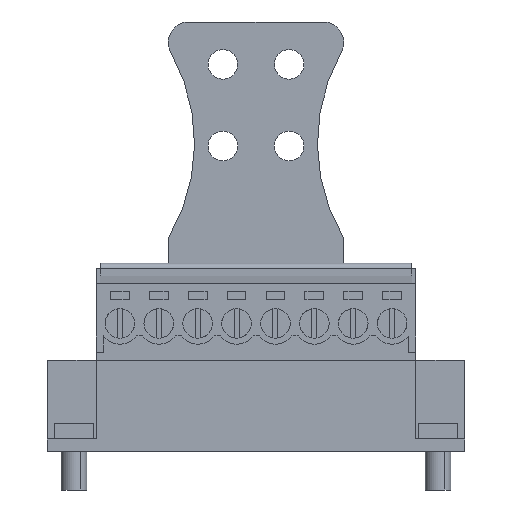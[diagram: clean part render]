
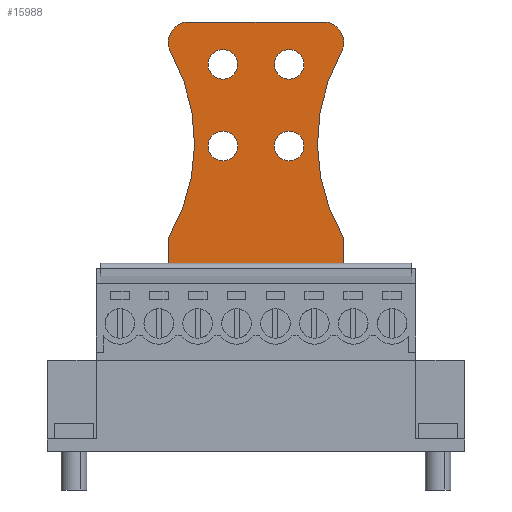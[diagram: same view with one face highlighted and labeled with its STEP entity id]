
A CAD part, front view. The second image highlights one B-rep face of the part: STEP entity #15988.
In plain terms, the highlighted planar face has unit normal (0, -1, 0).
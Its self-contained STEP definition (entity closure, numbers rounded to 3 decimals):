
#15871=AXIS2_PLACEMENT_3D('Plane Axis2P3D',#15868,#15869,#15870) ;
#15875=AXIS2_PLACEMENT_3D('Circle Axis2P3D',#15873,#15874,$) ;
#15882=AXIS2_PLACEMENT_3D('Circle Axis2P3D',#15880,#15881,$) ;
#15896=AXIS2_PLACEMENT_3D('Circle Axis2P3D',#15894,#15895,$) ;
#15903=AXIS2_PLACEMENT_3D('Circle Axis2P3D',#15901,#15902,$) ;
#15918=AXIS2_PLACEMENT_3D('Circle Axis2P3D',#15916,#15917,$) ;
#15927=AXIS2_PLACEMENT_3D('Circle Axis2P3D',#15925,#15926,$) ;
#15936=AXIS2_PLACEMENT_3D('Circle Axis2P3D',#15934,#15935,$) ;
#15945=AXIS2_PLACEMENT_3D('Circle Axis2P3D',#15943,#15944,$) ;
#15954=AXIS2_PLACEMENT_3D('Circle Axis2P3D',#15952,#15953,$) ;
#15963=AXIS2_PLACEMENT_3D('Circle Axis2P3D',#15961,#15962,$) ;
#15972=AXIS2_PLACEMENT_3D('Circle Axis2P3D',#15970,#15971,$) ;
#15981=AXIS2_PLACEMENT_3D('Circle Axis2P3D',#15979,#15980,$) ;
#15690=CARTESIAN_POINT('Vertex',(11.875,10.6,21.7)) ;
#15706=CARTESIAN_POINT('Vertex',(28.995,10.6,21.7)) ;
#15709=CARTESIAN_POINT('Line Origine',(20.435,10.6,21.7)) ;
#15727=CARTESIAN_POINT('Line Origine',(11.875,10.6,23.2)) ;
#15731=CARTESIAN_POINT('Vertex',(11.875,10.6,24.701)) ;
#15843=CARTESIAN_POINT('Vertex',(28.995,10.6,24.701)) ;
#15846=CARTESIAN_POINT('Line Origine',(28.995,10.6,23.2)) ;
#15868=CARTESIAN_POINT('Axis2P3D Location',(20.435,10.6,12.7)) ;
#15873=CARTESIAN_POINT('Axis2P3D Location',(44.65,10.6,33.973)) ;
#15877=CARTESIAN_POINT('Vertex',(28.779,10.6,42.872)) ;
#15880=CARTESIAN_POINT('Axis2P3D Location',(27.035,10.6,43.85)) ;
#15884=CARTESIAN_POINT('Vertex',(27.035,10.6,45.85)) ;
#15887=CARTESIAN_POINT('Line Origine',(20.435,10.6,45.85)) ;
#15891=CARTESIAN_POINT('Vertex',(13.835,10.6,45.85)) ;
#15894=CARTESIAN_POINT('Axis2P3D Location',(13.835,10.6,43.85)) ;
#15898=CARTESIAN_POINT('Vertex',(12.091,10.6,42.872)) ;
#15901=CARTESIAN_POINT('Axis2P3D Location',(-3.78,10.6,33.973)) ;
#15916=CARTESIAN_POINT('Axis2P3D Location',(23.685,10.6,33.7)) ;
#15920=CARTESIAN_POINT('Vertex',(22.235,10.6,33.7)) ;
#15922=CARTESIAN_POINT('Vertex',(25.135,10.6,33.7)) ;
#15925=CARTESIAN_POINT('Axis2P3D Location',(23.685,10.6,33.7)) ;
#15934=CARTESIAN_POINT('Axis2P3D Location',(17.185,10.6,33.7)) ;
#15938=CARTESIAN_POINT('Vertex',(15.735,10.6,33.7)) ;
#15940=CARTESIAN_POINT('Vertex',(18.635,10.6,33.7)) ;
#15943=CARTESIAN_POINT('Axis2P3D Location',(17.185,10.6,33.7)) ;
#15952=CARTESIAN_POINT('Axis2P3D Location',(17.185,10.6,41.7)) ;
#15956=CARTESIAN_POINT('Vertex',(18.635,10.6,41.7)) ;
#15958=CARTESIAN_POINT('Vertex',(15.735,10.6,41.7)) ;
#15961=CARTESIAN_POINT('Axis2P3D Location',(17.185,10.6,41.7)) ;
#15970=CARTESIAN_POINT('Axis2P3D Location',(23.685,10.6,41.7)) ;
#15974=CARTESIAN_POINT('Vertex',(25.135,10.6,41.7)) ;
#15976=CARTESIAN_POINT('Vertex',(22.235,10.6,41.7)) ;
#15979=CARTESIAN_POINT('Axis2P3D Location',(23.685,10.6,41.7)) ;
#15710=DIRECTION('Vector Direction',(-1.,0.,0.)) ;
#15728=DIRECTION('Vector Direction',(0.,0.,-1.)) ;
#15847=DIRECTION('Vector Direction',(0.,0.,1.)) ;
#15869=DIRECTION('Axis2P3D Direction',(0.,-1.,0.)) ;
#15870=DIRECTION('Axis2P3D XDirection',(1.,0.,0.)) ;
#15874=DIRECTION('Axis2P3D Direction',(0.,-1.,0.)) ;
#15881=DIRECTION('Axis2P3D Direction',(0.,-1.,0.)) ;
#15888=DIRECTION('Vector Direction',(1.,0.,0.)) ;
#15895=DIRECTION('Axis2P3D Direction',(0.,-1.,0.)) ;
#15902=DIRECTION('Axis2P3D Direction',(0.,-1.,0.)) ;
#15917=DIRECTION('Axis2P3D Direction',(0.,-1.,0.)) ;
#15926=DIRECTION('Axis2P3D Direction',(0.,-1.,0.)) ;
#15935=DIRECTION('Axis2P3D Direction',(0.,-1.,0.)) ;
#15944=DIRECTION('Axis2P3D Direction',(0.,-1.,0.)) ;
#15953=DIRECTION('Axis2P3D Direction',(0.,-1.,0.)) ;
#15962=DIRECTION('Axis2P3D Direction',(0.,-1.,0.)) ;
#15971=DIRECTION('Axis2P3D Direction',(0.,-1.,0.)) ;
#15980=DIRECTION('Axis2P3D Direction',(0.,-1.,0.)) ;
#15711=VECTOR('Line Direction',#15710,1.) ;
#15729=VECTOR('Line Direction',#15728,1.) ;
#15848=VECTOR('Line Direction',#15847,1.) ;
#15889=VECTOR('Line Direction',#15888,1.) ;
#15907=ORIENTED_EDGE('',*,*,#15850,.T.) ;
#15908=ORIENTED_EDGE('',*,*,#15879,.F.) ;
#15909=ORIENTED_EDGE('',*,*,#15886,.T.) ;
#15910=ORIENTED_EDGE('',*,*,#15893,.F.) ;
#15911=ORIENTED_EDGE('',*,*,#15900,.T.) ;
#15912=ORIENTED_EDGE('',*,*,#15905,.F.) ;
#15913=ORIENTED_EDGE('',*,*,#15733,.T.) ;
#15914=ORIENTED_EDGE('',*,*,#15713,.F.) ;
#15931=ORIENTED_EDGE('',*,*,#15924,.F.) ;
#15932=ORIENTED_EDGE('',*,*,#15929,.F.) ;
#15949=ORIENTED_EDGE('',*,*,#15942,.F.) ;
#15950=ORIENTED_EDGE('',*,*,#15947,.F.) ;
#15967=ORIENTED_EDGE('',*,*,#15960,.F.) ;
#15968=ORIENTED_EDGE('',*,*,#15965,.F.) ;
#15985=ORIENTED_EDGE('',*,*,#15978,.F.) ;
#15986=ORIENTED_EDGE('',*,*,#15983,.F.) ;
#15933=FACE_BOUND('',#15930,.T.) ;
#15951=FACE_BOUND('',#15948,.T.) ;
#15969=FACE_BOUND('',#15966,.T.) ;
#15987=FACE_BOUND('',#15984,.T.) ;
#15988=ADVANCED_FACE('Strain relief',(#15915,#15933,#15951,#15969,#15987),#15872,.T.) ;
#15876=CIRCLE('generated circle',#15875,18.195) ;
#15883=CIRCLE('generated circle',#15882,2.) ;
#15897=CIRCLE('generated circle',#15896,2.) ;
#15904=CIRCLE('generated circle',#15903,18.195) ;
#15919=CIRCLE('generated circle',#15918,1.45) ;
#15928=CIRCLE('generated circle',#15927,1.45) ;
#15937=CIRCLE('generated circle',#15936,1.45) ;
#15946=CIRCLE('generated circle',#15945,1.45) ;
#15955=CIRCLE('generated circle',#15954,1.45) ;
#15964=CIRCLE('generated circle',#15963,1.45) ;
#15973=CIRCLE('generated circle',#15972,1.45) ;
#15982=CIRCLE('generated circle',#15981,1.45) ;
#15713=EDGE_CURVE('',#15707,#15691,#15712,.T.) ;
#15733=EDGE_CURVE('',#15732,#15691,#15730,.T.) ;
#15850=EDGE_CURVE('',#15707,#15844,#15849,.T.) ;
#15879=EDGE_CURVE('',#15878,#15844,#15876,.T.) ;
#15886=EDGE_CURVE('',#15878,#15885,#15883,.T.) ;
#15893=EDGE_CURVE('',#15892,#15885,#15890,.T.) ;
#15900=EDGE_CURVE('',#15892,#15899,#15897,.T.) ;
#15905=EDGE_CURVE('',#15732,#15899,#15904,.T.) ;
#15924=EDGE_CURVE('',#15921,#15923,#15919,.T.) ;
#15929=EDGE_CURVE('',#15923,#15921,#15928,.T.) ;
#15942=EDGE_CURVE('',#15939,#15941,#15937,.T.) ;
#15947=EDGE_CURVE('',#15941,#15939,#15946,.T.) ;
#15960=EDGE_CURVE('',#15957,#15959,#15955,.T.) ;
#15965=EDGE_CURVE('',#15959,#15957,#15964,.T.) ;
#15978=EDGE_CURVE('',#15975,#15977,#15973,.T.) ;
#15983=EDGE_CURVE('',#15977,#15975,#15982,.T.) ;
#15906=EDGE_LOOP('',(#15907,#15908,#15909,#15910,#15911,#15912,#15913,#15914)) ;
#15930=EDGE_LOOP('',(#15931,#15932)) ;
#15948=EDGE_LOOP('',(#15949,#15950)) ;
#15966=EDGE_LOOP('',(#15967,#15968)) ;
#15984=EDGE_LOOP('',(#15985,#15986)) ;
#15915=FACE_OUTER_BOUND('',#15906,.T.) ;
#15712=LINE('Line',#15709,#15711) ;
#15730=LINE('Line',#15727,#15729) ;
#15849=LINE('Line',#15846,#15848) ;
#15890=LINE('Line',#15887,#15889) ;
#15872=PLANE('',#15871) ;
#15691=VERTEX_POINT('',#15690) ;
#15707=VERTEX_POINT('',#15706) ;
#15732=VERTEX_POINT('',#15731) ;
#15844=VERTEX_POINT('',#15843) ;
#15878=VERTEX_POINT('',#15877) ;
#15885=VERTEX_POINT('',#15884) ;
#15892=VERTEX_POINT('',#15891) ;
#15899=VERTEX_POINT('',#15898) ;
#15921=VERTEX_POINT('',#15920) ;
#15923=VERTEX_POINT('',#15922) ;
#15939=VERTEX_POINT('',#15938) ;
#15941=VERTEX_POINT('',#15940) ;
#15957=VERTEX_POINT('',#15956) ;
#15959=VERTEX_POINT('',#15958) ;
#15975=VERTEX_POINT('',#15974) ;
#15977=VERTEX_POINT('',#15976) ;
